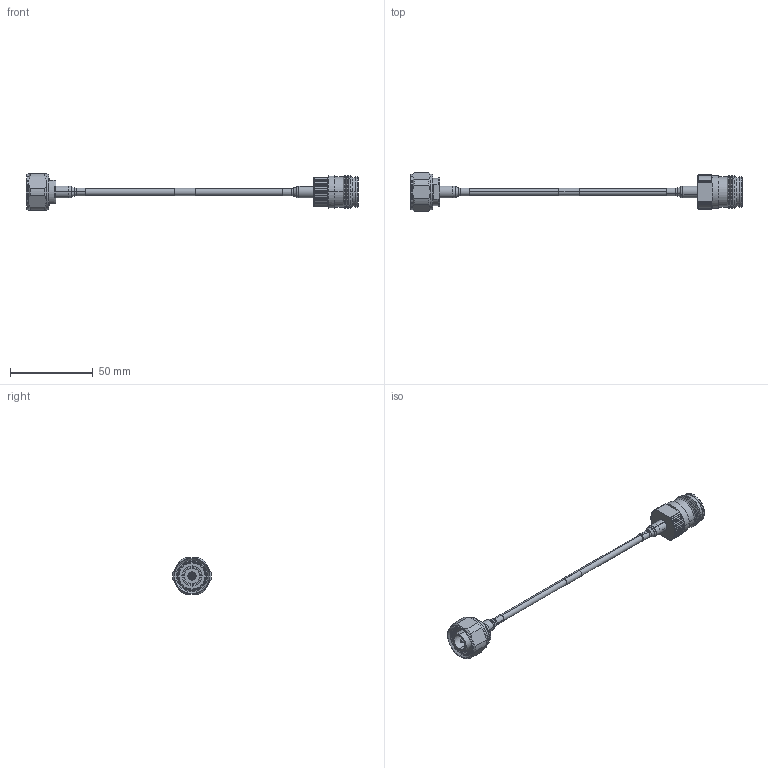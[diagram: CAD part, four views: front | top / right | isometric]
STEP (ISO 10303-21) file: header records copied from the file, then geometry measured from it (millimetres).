
FILE_DESCRIPTION (( 'STEP AP214' ), '1' );
FILE_NAME ('PE3C8224_3D.STEP', '2021-07-28T21:51:26', ( '' ), ( '' ), 'SwSTEP 2.0', 'SolidWorks 2021', '' );
FILE_SCHEMA (( 'AUTOMOTIVE_DESIGN' ));
Length unit declared in the file: inch
Products named in the file (5): TFT-402-MA1; TC-402-4195M-LP-PE; TC-402-4310F-LP-PE; PE3C8224_3D; TFT-402_WITH LABEL
Assembly tree (5 placements, depth 2):
  PE3C8224_3D
    TFT-402_WITH LABEL
    TC-402-4195M-LP-PE
    TC-402-4310F-LP-PE
    TFT-402-MA1  x2
Bounding box: 201.1 x 23.46 x 22 mm (x, y, z)
Volume: 12576.2 mm3; surface area: 12843.2 mm2
Topology: 10 solids, 10 shells, 624 faces, 1548 edges, 967 vertices
Faces by surface type: plane 194, cone 181, cylinder 173, torus 76
Entity records: 19336 total; most frequent: CARTESIAN_POINT 4645, DIRECTION 3079, ORIENTED_EDGE 3004, EDGE_CURVE 1502, AXIS2_PLACEMENT_3D 1247, VERTEX_POINT 943, EDGE_LOOP 639, CIRCLE 637
